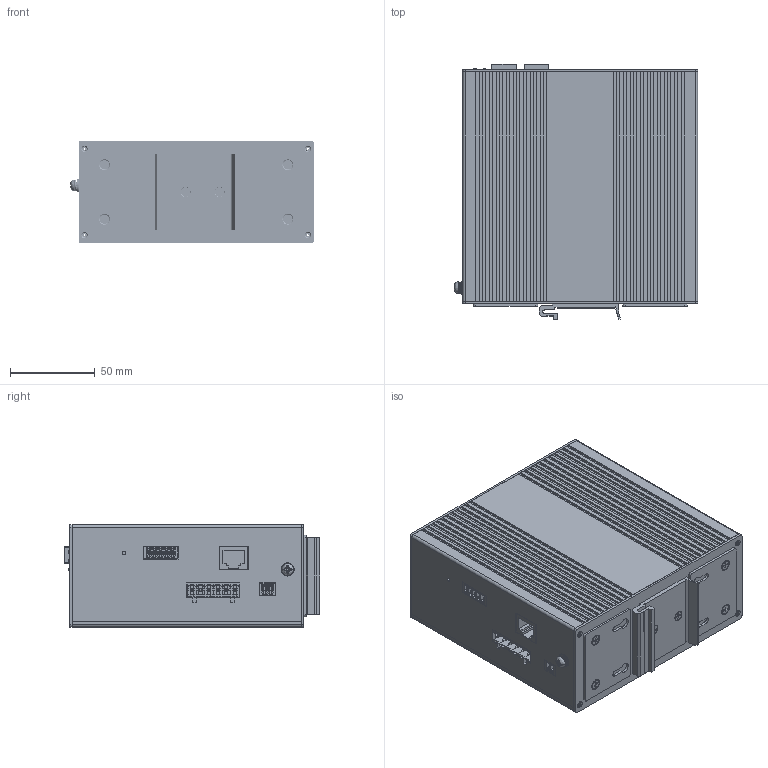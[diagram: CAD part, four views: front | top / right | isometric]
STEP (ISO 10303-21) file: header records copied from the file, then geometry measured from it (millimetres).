
FILE_DESCRIPTION((''),'2;1');
FILE_NAME('CASE60_ASM','2021-08-04T',('LQ'),(''),'PRO/ENGINEER BY PARAMETRIC TECHNOLOGY CORPORATION, 2015240','PRO/ENGINEER BY PARAMETRIC TECHNOLOGY CORPORATION, 2015240','');
FILE_SCHEMA(('AUTOMOTIVE_DESIGN { 1 0 10303 214 1 1 1 1 }'));
Products named in the file (39): DIZUO; SHANGAI1; FRONT60; BACK60; LZ_15; BACK60B_ASM; HUAGUI60; GAER60; RJ45-2X4B; CAGE_1X1SFPB; LED-A1844-2B-3YG60; RJ45-1X1B; RW-M4X8MMA; KM3X8_GB819_STPA; PRT0236; PRT0237; ASM0077_ASM; ASM0076_ASM; PRT0235; __________1_8_; __________2; __________1_7_; __________1_5_; __________1_1_; __________1_10_; __________1_4_; __________1_2_; __________1_6_; __________1_3_; __________1_9_; ASM0072_ASM; HEADER-2EDG-5_08-6A_ASM; PRT0236_2PIN; 9755_26; PCBA1; SCREW_PIN_M40X30A; PCBA2; RW-M3X6A; CASE60_ASM
Assembly tree (62 placements, depth 4):
  CASE60_ASM
    DIZUO
    SHANGAI1
    FRONT60
    BACK60B_ASM
      BACK60
      LZ_15  x6
    HUAGUI60
    GAER60  x2
    RJ45-2X4B
    CAGE_1X1SFPB  x2
    LED-A1844-2B-3YG60  x2
    RJ45-1X1B
    RW-M4X8MMA
    KM3X8_GB819_STPA  x6
    ASM0076_ASM
      ASM0077_ASM
        PRT0236
        PRT0237  x5
    HEADER-2EDG-5_08-6A_ASM
      ASM0072_ASM
        PRT0235
        __________1_8_
        __________2
        __________1_7_
        __________1_5_
        __________1_1_
        __________1_10_
        __________1_4_
        __________1_2_
        __________1_6_
        __________1_3_
        __________1_9_
    PRT0236_2PIN
    9755_26  x4
    PCBA1
    SCREW_PIN_M40X30A  x2
    PCBA2
    RW-M3X6A  x4
Bounding box: 143.43 x 150.3 x 60.2 mm (x, y, z)
Volume: 271568 mm3; surface area: 273652.1 mm2
Topology: 67 solids, 76 shells, 3645 faces, 9154 edges, 5818 vertices
Faces by surface type: plane 1940, cylinder 1037, bspline 384, cone 106, sphere 96, torus 66, extrusion 16
Entity records: 119798 total; most frequent: CARTESIAN_POINT 32270, ORIENTED_EDGE 12994, DIRECTION 12592, PRESENTATION_STYLE_ASSIGNMENT 6660, EDGE_CURVE 6503, STYLED_ITEM 6239, CURVE_STYLE 6202, VECTOR 4344
